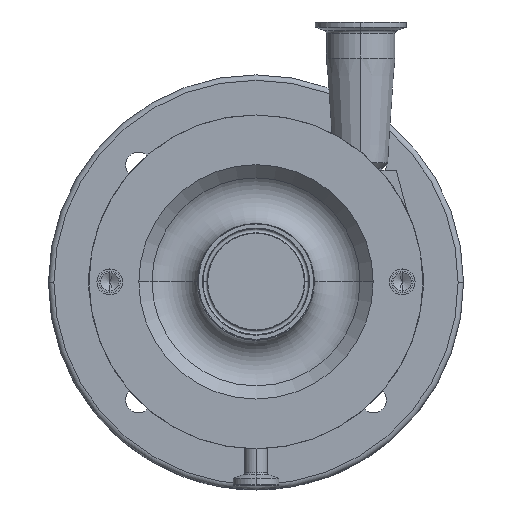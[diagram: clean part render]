
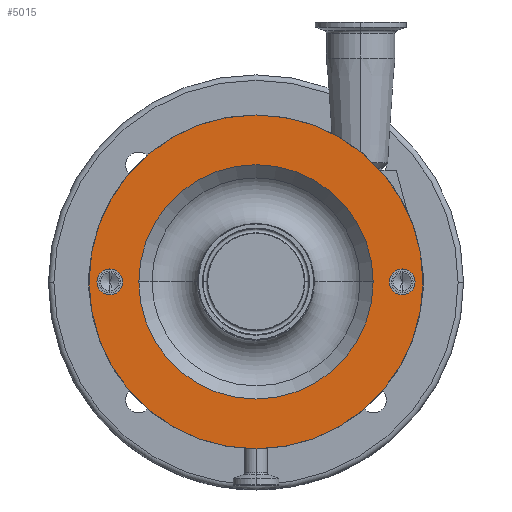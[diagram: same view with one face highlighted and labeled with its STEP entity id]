
A CAD part, top view. The second image highlights one B-rep face of the part: STEP entity #5015.
In plain terms, the highlighted planar face has unit normal (0, 0, 1).
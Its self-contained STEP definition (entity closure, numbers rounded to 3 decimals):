
#59 = CARTESIAN_POINT ( 'NONE',  ( 64.921, 0., 205.5 ) ) ;
#89 = EDGE_LOOP ( 'NONE', ( #15028, #10102 ) ) ;
#311 = FACE_BOUND ( 'NONE', #363, .T. ) ;
#363 = EDGE_LOOP ( 'NONE', ( #17909, #17815 ) ) ;
#428 = DIRECTION ( 'NONE',  ( 1., 0., 0. ) ) ;
#947 = VERTEX_POINT ( 'NONE', #7017 ) ;
#1054 = CARTESIAN_POINT ( 'NONE',  ( 0., 0., 205.5 ) ) ;
#1410 = AXIS2_PLACEMENT_3D ( 'NONE', #16991, #9575, #6634 ) ;
#1415 = CARTESIAN_POINT ( 'NONE',  ( -81., 0., 205.5 ) ) ;
#1454 = FACE_BOUND ( 'NONE', #15146, .T. ) ;
#1867 = DIRECTION ( 'NONE',  ( 0., 0., 1. ) ) ;
#2464 = DIRECTION ( 'NONE',  ( 0., 0., 1. ) ) ;
#2642 = VERTEX_POINT ( 'NONE', #59 ) ;
#2746 = EDGE_CURVE ( 'NONE', #3083, #7299, #8035, .T. ) ;
#3083 = VERTEX_POINT ( 'NONE', #4598 ) ;
#3096 = CARTESIAN_POINT ( 'NONE',  ( 0., 0., 205.5 ) ) ;
#3161 = DIRECTION ( 'NONE',  ( 0., 0., -1. ) ) ;
#3215 = AXIS2_PLACEMENT_3D ( 'NONE', #1054, #2464, #17107 ) ;
#3336 = DIRECTION ( 'NONE',  ( 1., 0., 0. ) ) ;
#4598 = CARTESIAN_POINT ( 'NONE',  ( -92.5, 0., 205.5 ) ) ;
#4733 = AXIS2_PLACEMENT_3D ( 'NONE', #1415, #17291, #15772 ) ;
#4778 = CARTESIAN_POINT ( 'NONE',  ( 92.5, 0., 205.5 ) ) ;
#4849 = AXIS2_PLACEMENT_3D ( 'NONE', #7421, #4929, #6073 ) ;
#4929 = DIRECTION ( 'NONE',  ( 0., 0., 1. ) ) ;
#4980 = AXIS2_PLACEMENT_3D ( 'NONE', #5721, #3161, #14662 ) ;
#5015 = ADVANCED_FACE ( 'NONE', ( #8697, #311, #1454, #10087 ), #17331, .F. ) ;
#5721 = CARTESIAN_POINT ( 'NONE',  ( 0., 32., 205.5 ) ) ;
#6073 = DIRECTION ( 'NONE',  ( 1., 0., 0. ) ) ;
#6083 = CARTESIAN_POINT ( 'NONE',  ( 81., 0., 205.5 ) ) ;
#6248 = DIRECTION ( 'NONE',  ( 1., 0., 0. ) ) ;
#6278 = VERTEX_POINT ( 'NONE', #17760 ) ;
#6280 = EDGE_CURVE ( 'NONE', #17477, #13743, #17167, .T. ) ;
#6634 = DIRECTION ( 'NONE',  ( 1., 0., 0. ) ) ;
#6737 = AXIS2_PLACEMENT_3D ( 'NONE', #3096, #7473, #428 ) ;
#7017 = CARTESIAN_POINT ( 'NONE',  ( 73.856, 0., 205.5 ) ) ;
#7299 = VERTEX_POINT ( 'NONE', #4778 ) ;
#7312 = EDGE_CURVE ( 'NONE', #7299, #3083, #9303, .T. ) ;
#7421 = CARTESIAN_POINT ( 'NONE',  ( 0., 0., 205.5 ) ) ;
#7473 = DIRECTION ( 'NONE',  ( 0., 0., 1. ) ) ;
#7598 = CIRCLE ( 'NONE', #4849, 64.921 ) ;
#7790 = CARTESIAN_POINT ( 'NONE',  ( -81., 0., 205.5 ) ) ;
#7864 = DIRECTION ( 'NONE',  ( 0., 0., 1. ) ) ;
#7983 = EDGE_CURVE ( 'NONE', #10839, #947, #9316, .T. ) ;
#8035 = CIRCLE ( 'NONE', #10432, 92.5 ) ;
#8571 = CIRCLE ( 'NONE', #6737, 64.921 ) ;
#8697 = FACE_OUTER_BOUND ( 'NONE', #89, .T. ) ;
#9005 = CIRCLE ( 'NONE', #1410, 7.144 ) ;
#9164 = ORIENTED_EDGE ( 'NONE', *, *, #12763, .F. ) ;
#9303 = CIRCLE ( 'NONE', #3215, 92.5 ) ;
#9316 = CIRCLE ( 'NONE', #13873, 7.144 ) ;
#9575 = DIRECTION ( 'NONE',  ( 0., 0., 1. ) ) ;
#9960 = ORIENTED_EDGE ( 'NONE', *, *, #6280, .F. ) ;
#10087 = FACE_BOUND ( 'NONE', #10294, .T. ) ;
#10102 = ORIENTED_EDGE ( 'NONE', *, *, #2746, .T. ) ;
#10294 = EDGE_LOOP ( 'NONE', ( #9164, #13872 ) ) ;
#10432 = AXIS2_PLACEMENT_3D ( 'NONE', #13459, #7864, #16677 ) ;
#10839 = VERTEX_POINT ( 'NONE', #14755 ) ;
#11161 = EDGE_CURVE ( 'NONE', #6278, #2642, #7598, .T. ) ;
#12340 = CARTESIAN_POINT ( 'NONE',  ( -88.144, 0., 205.5 ) ) ;
#12763 = EDGE_CURVE ( 'NONE', #2642, #6278, #8571, .T. ) ;
#13459 = CARTESIAN_POINT ( 'NONE',  ( 0., 0., 205.5 ) ) ;
#13488 = CARTESIAN_POINT ( 'NONE',  ( -73.856, 0., 205.5 ) ) ;
#13743 = VERTEX_POINT ( 'NONE', #13488 ) ;
#13872 = ORIENTED_EDGE ( 'NONE', *, *, #11161, .F. ) ;
#13873 = AXIS2_PLACEMENT_3D ( 'NONE', #6083, #16352, #3336 ) ;
#14662 = DIRECTION ( 'NONE',  ( 0., -1., 0. ) ) ;
#14755 = CARTESIAN_POINT ( 'NONE',  ( 88.144, 0., 205.5 ) ) ;
#15028 = ORIENTED_EDGE ( 'NONE', *, *, #7312, .T. ) ;
#15146 = EDGE_LOOP ( 'NONE', ( #16713, #9960 ) ) ;
#15772 = DIRECTION ( 'NONE',  ( 1., 0., 0. ) ) ;
#16352 = DIRECTION ( 'NONE',  ( 0., 0., 1. ) ) ;
#16677 = DIRECTION ( 'NONE',  ( 1., 0., 0. ) ) ;
#16713 = ORIENTED_EDGE ( 'NONE', *, *, #16980, .F. ) ;
#16980 = EDGE_CURVE ( 'NONE', #13743, #17477, #17179, .T. ) ;
#16991 = CARTESIAN_POINT ( 'NONE',  ( 81., 0., 205.5 ) ) ;
#17107 = DIRECTION ( 'NONE',  ( 1., 0., 0. ) ) ;
#17167 = CIRCLE ( 'NONE', #18677, 7.144 ) ;
#17179 = CIRCLE ( 'NONE', #4733, 7.144 ) ;
#17291 = DIRECTION ( 'NONE',  ( 0., 0., 1. ) ) ;
#17331 = PLANE ( 'NONE',  #4980 ) ;
#17477 = VERTEX_POINT ( 'NONE', #12340 ) ;
#17760 = CARTESIAN_POINT ( 'NONE',  ( -64.921, 0., 205.5 ) ) ;
#17815 = ORIENTED_EDGE ( 'NONE', *, *, #18028, .F. ) ;
#17909 = ORIENTED_EDGE ( 'NONE', *, *, #7983, .F. ) ;
#18028 = EDGE_CURVE ( 'NONE', #947, #10839, #9005, .T. ) ;
#18677 = AXIS2_PLACEMENT_3D ( 'NONE', #7790, #1867, #6248 ) ;
